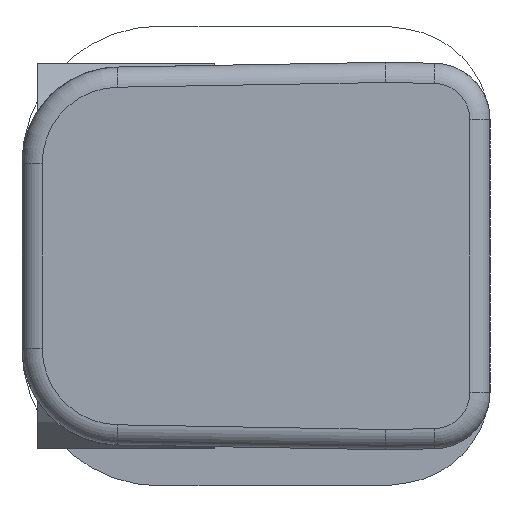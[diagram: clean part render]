
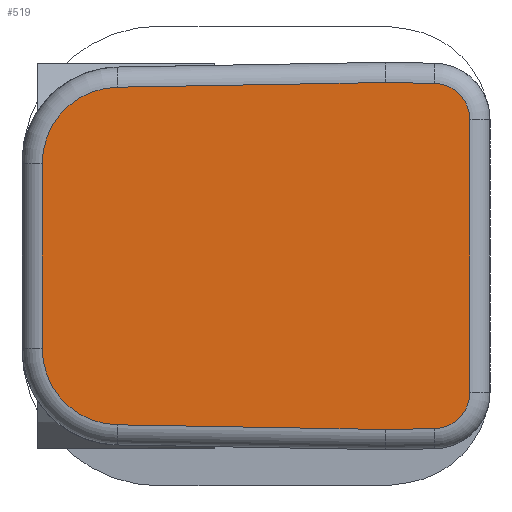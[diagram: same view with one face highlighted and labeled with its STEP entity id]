
A CAD part, left-side view. The second image highlights one B-rep face of the part: STEP entity #519.
In plain terms, the highlighted planar face has unit normal (-1, 0, 0).
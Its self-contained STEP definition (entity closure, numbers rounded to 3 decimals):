
#34=CARTESIAN_POINT('',(0.,4.617,2.092));
#35=VERTEX_POINT('',#34);
#43=CARTESIAN_POINT('',(0.,1.3,2.15));
#44=VERTEX_POINT('',#43);
#45=CARTESIAN_POINT('',(0.,6.075,2.067));
#46=DIRECTION('',(0.,-1.,0.017));
#47=VECTOR('',#46,6.351);
#48=LINE('',#45,#47);
#49=EDGE_CURVE('',#35,#44,#48,.T.);
#76=CARTESIAN_POINT('',(0.,5.55,1.142));
#77=VERTEX_POINT('',#76);
#85=CARTESIAN_POINT('',(0.,4.6,1.142));
#86=DIRECTION('',(1.,0.,-0.));
#87=DIRECTION('',(0.,0.713,0.701));
#88=AXIS2_PLACEMENT_3D('',#85,#86,#87);
#89=CIRCLE('',#88,0.95);
#90=EDGE_CURVE('',#77,#35,#89,.T.);
#110=CARTESIAN_POINT('',(0.,5.55,-1.142));
#111=VERTEX_POINT('',#110);
#119=CARTESIAN_POINT('',(0.,5.55,-1.417));
#120=DIRECTION('',(0.,0.,1.));
#121=VECTOR('',#120,2.834);
#122=LINE('',#119,#121);
#123=EDGE_CURVE('',#111,#77,#122,.T.);
#142=CARTESIAN_POINT('',(0.,4.617,-2.092));
#143=VERTEX_POINT('',#142);
#151=CARTESIAN_POINT('',(0.,4.6,-1.142));
#152=DIRECTION('',(1.,0.,0.));
#153=DIRECTION('',(0.,0.713,-0.701));
#154=AXIS2_PLACEMENT_3D('',#151,#152,#153);
#155=CIRCLE('',#154,0.95);
#156=EDGE_CURVE('',#143,#111,#155,.T.);
#182=CARTESIAN_POINT('',(0.,1.3,-2.15));
#183=VERTEX_POINT('',#182);
#191=CARTESIAN_POINT('',(0.,-0.275,-2.177));
#192=DIRECTION('',(0.,1.,0.017));
#193=VECTOR('',#192,6.351);
#194=LINE('',#191,#193);
#195=EDGE_CURVE('',#183,#143,#194,.T.);
#206=CARTESIAN_POINT('',(0.,0.692,2.139));
#207=VERTEX_POINT('',#206);
#224=CARTESIAN_POINT('',(0.,6.075,2.233));
#225=DIRECTION('',(0.,-1.,-0.017));
#226=VECTOR('',#225,6.351);
#227=LINE('',#224,#226);
#228=EDGE_CURVE('',#44,#207,#227,.T.);
#238=CARTESIAN_POINT('',(0.,0.25,1.689));
#239=VERTEX_POINT('',#238);
#257=CARTESIAN_POINT('',(0.,0.7,1.689));
#258=DIRECTION('',(1.,0.,0.));
#259=DIRECTION('',(0.,-0.713,0.701));
#260=AXIS2_PLACEMENT_3D('',#257,#258,#259);
#261=CIRCLE('',#260,0.45);
#262=EDGE_CURVE('',#207,#239,#261,.T.);
#272=CARTESIAN_POINT('',(0.,0.25,-1.689));
#273=VERTEX_POINT('',#272);
#290=CARTESIAN_POINT('',(0.,0.25,1.964));
#291=DIRECTION('',(0.,0.,-1.));
#292=VECTOR('',#291,3.929);
#293=LINE('',#290,#292);
#294=EDGE_CURVE('',#239,#273,#293,.T.);
#304=CARTESIAN_POINT('',(0.,0.692,-2.139));
#305=VERTEX_POINT('',#304);
#323=CARTESIAN_POINT('',(0.,0.7,-1.689));
#324=DIRECTION('',(1.,0.,0.));
#325=DIRECTION('',(0.,-0.713,-0.701));
#326=AXIS2_PLACEMENT_3D('',#323,#324,#325);
#327=CIRCLE('',#326,0.45);
#328=EDGE_CURVE('',#273,#305,#327,.T.);
#338=CARTESIAN_POINT('',(0.,-0.275,-2.122));
#339=DIRECTION('',(0.,1.,-0.017));
#340=VECTOR('',#339,6.351);
#341=LINE('',#338,#340);
#342=EDGE_CURVE('',#305,#183,#341,.T.);
#502=CARTESIAN_POINT('',(0.,0.7,1.689));
#503=DIRECTION('',(1.,0.,0.));
#504=DIRECTION('',(0.,0.,-1.));
#505=AXIS2_PLACEMENT_3D('',#502,#503,#504);
#506=PLANE('',#505);
#507=ORIENTED_EDGE('',*,*,#49,.F.);
#508=ORIENTED_EDGE('',*,*,#90,.F.);
#509=ORIENTED_EDGE('',*,*,#123,.F.);
#510=ORIENTED_EDGE('',*,*,#156,.F.);
#511=ORIENTED_EDGE('',*,*,#195,.F.);
#512=ORIENTED_EDGE('',*,*,#342,.F.);
#513=ORIENTED_EDGE('',*,*,#328,.F.);
#514=ORIENTED_EDGE('',*,*,#294,.F.);
#515=ORIENTED_EDGE('',*,*,#262,.F.);
#516=ORIENTED_EDGE('',*,*,#228,.F.);
#517=EDGE_LOOP('',(#507,#508,#509,#510,#511,#512,#513,#514,#515,#516));
#518=FACE_BOUND('',#517,.T.);
#519=ADVANCED_FACE('',(#518),#506,.F.);
